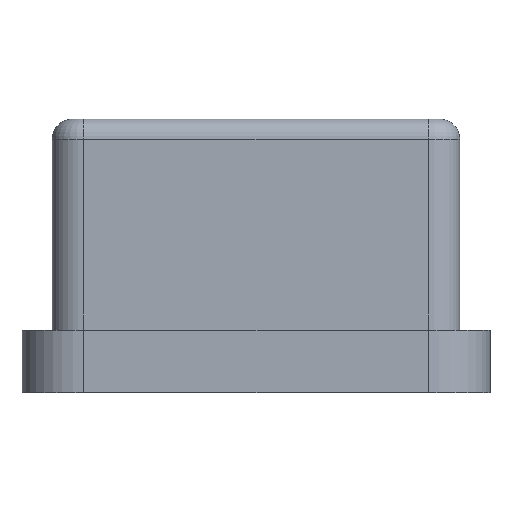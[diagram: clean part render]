
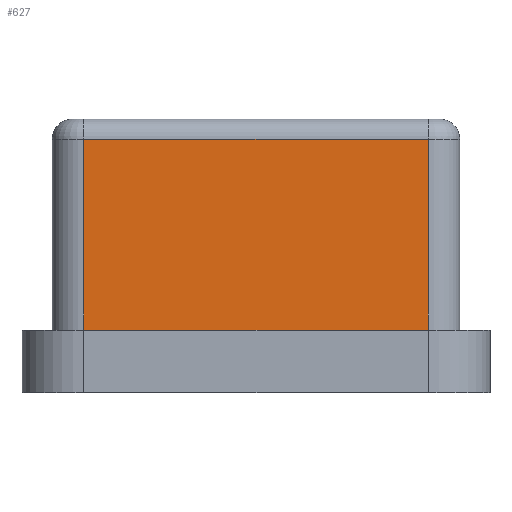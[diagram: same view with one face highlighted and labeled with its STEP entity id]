
A CAD part, front view. The second image highlights one B-rep face of the part: STEP entity #627.
In plain terms, the highlighted planar face has unit normal (0, -1, 0).
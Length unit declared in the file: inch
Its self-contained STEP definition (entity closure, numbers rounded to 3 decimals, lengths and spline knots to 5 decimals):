
#17 = AXIS2_PLACEMENT_3D ( 'NONE', #1204, #1302, #266 ) ;
#24 = CARTESIAN_POINT ( 'NONE',  ( 0.17175, -0.203, -0.21 ) ) ;
#140 = CARTESIAN_POINT ( 'NONE',  ( -0.17175, -0.203, -0.21 ) ) ;
#234 = LINE ( 'NONE', #753, #872 ) ;
#248 = CARTESIAN_POINT ( 'NONE',  ( -0.17175, -0.203, -0.02 ) ) ;
#266 = DIRECTION ( 'NONE',  ( 0., 0., -1. ) ) ;
#327 = VERTEX_POINT ( 'NONE', #140 ) ;
#334 = DIRECTION ( 'NONE',  ( 0., 0., 1. ) ) ;
#344 = DIRECTION ( 'NONE',  ( 0., 0., 1. ) ) ;
#347 = CARTESIAN_POINT ( 'NONE',  ( 0.17175, -0.203, -0.21 ) ) ;
#407 = EDGE_CURVE ( 'NONE', #327, #937, #234, .T. ) ;
#424 = EDGE_CURVE ( 'NONE', #327, #1173, #548, .T. ) ;
#443 = ORIENTED_EDGE ( 'NONE', *, *, #1179, .T. ) ;
#470 = PLANE ( 'NONE',  #17 ) ;
#472 = EDGE_CURVE ( 'NONE', #1173, #1099, #665, .T. ) ;
#548 = LINE ( 'NONE', #963, #695 ) ;
#627 = ADVANCED_FACE ( 'NONE', ( #785 ), #470, .T. ) ;
#646 = LINE ( 'NONE', #248, #1006 ) ;
#665 = LINE ( 'NONE', #24, #1339 ) ;
#676 = CARTESIAN_POINT ( 'NONE',  ( 0.17175, -0.203, -0.02 ) ) ;
#695 = VECTOR ( 'NONE', #1175, 39.37008 ) ;
#733 = CARTESIAN_POINT ( 'NONE',  ( -0.17175, -0.203, -0.02 ) ) ;
#753 = CARTESIAN_POINT ( 'NONE',  ( -0.17175, -0.203, -0.21 ) ) ;
#785 = FACE_OUTER_BOUND ( 'NONE', #879, .T. ) ;
#872 = VECTOR ( 'NONE', #334, 39.37008 ) ;
#879 = EDGE_LOOP ( 'NONE', ( #1253, #443, #1117, #1218 ) ) ;
#937 = VERTEX_POINT ( 'NONE', #733 ) ;
#963 = CARTESIAN_POINT ( 'NONE',  ( -0.17175, -0.203, -0.21 ) ) ;
#1006 = VECTOR ( 'NONE', #1064, 39.37008 ) ;
#1064 = DIRECTION ( 'NONE',  ( -1., 0., 0. ) ) ;
#1099 = VERTEX_POINT ( 'NONE', #676 ) ;
#1117 = ORIENTED_EDGE ( 'NONE', *, *, #407, .F. ) ;
#1173 = VERTEX_POINT ( 'NONE', #347 ) ;
#1175 = DIRECTION ( 'NONE',  ( 1., 0., 0. ) ) ;
#1179 = EDGE_CURVE ( 'NONE', #1099, #937, #646, .T. ) ;
#1204 = CARTESIAN_POINT ( 'NONE',  ( -0.17175, -0.203, -0.21 ) ) ;
#1218 = ORIENTED_EDGE ( 'NONE', *, *, #424, .T. ) ;
#1253 = ORIENTED_EDGE ( 'NONE', *, *, #472, .T. ) ;
#1302 = DIRECTION ( 'NONE',  ( 0., -1., 0. ) ) ;
#1339 = VECTOR ( 'NONE', #344, 39.37008 ) ;
